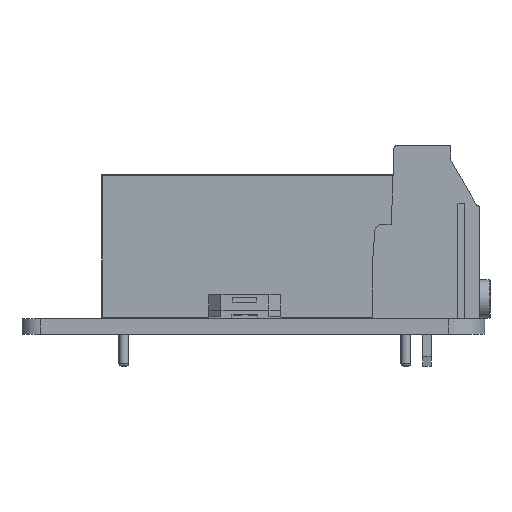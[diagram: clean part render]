
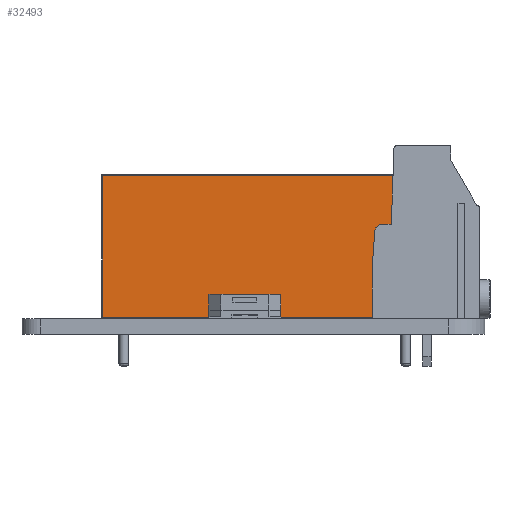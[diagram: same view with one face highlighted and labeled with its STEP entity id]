
A CAD part, left-side view. The second image highlights one B-rep face of the part: STEP entity #32493.
In plain terms, the highlighted free-form (B-spline) face has degree [1, 1] with [2, 2] control points.
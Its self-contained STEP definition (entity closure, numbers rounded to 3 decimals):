
#31996 = ( BOUNDED_SURFACE() B_SPLINE_SURFACE(2,1,(
    (#31997,#31998)
    ,(#31999,#32000)
    ,(#32001,#32002
)),.UNSPECIFIED.,.F.,.F.,.F.) B_SPLINE_SURFACE_WITH_KNOTS((3,3),(2,2),(
    0.,1.571),(0.1,14.9),.PIECEWISE_BEZIER_KNOTS.) 
GEOMETRIC_REPRESENTATION_ITEM() RATIONAL_B_SPLINE_SURFACE((
    (1.,1.)
    ,(0.707,0.707)
,(1.,1.))) REPRESENTATION_ITEM('') SURFACE() );
#31997 = CARTESIAN_POINT('',(0.,0.1,0.1));
#31998 = CARTESIAN_POINT('',(0.,0.1,14.9));
#31999 = CARTESIAN_POINT('',(0.,0.,0.1));
#32000 = CARTESIAN_POINT('',(0.,0.,14.9));
#32001 = CARTESIAN_POINT('',(0.1,0.,0.1));
#32002 = CARTESIAN_POINT('',(0.1,0.,14.9));
#32097 = VERTEX_POINT('',#32098);
#32098 = CARTESIAN_POINT('',(0.1,0.,0.1));
#32129 = EDGE_CURVE('',#32097,#32130,#32132,.T.);
#32130 = VERTEX_POINT('',#32131);
#32131 = CARTESIAN_POINT('',(0.1,0.,14.9));
#32132 = SURFACE_CURVE('',#32133,(#32136,#32143),.PCURVE_S1.);
#32133 = B_SPLINE_CURVE_WITH_KNOTS('',1,(#32134,#32135),.UNSPECIFIED.,
  .F.,.F.,(2,2),(0.1,14.9),.PIECEWISE_BEZIER_KNOTS.);
#32134 = CARTESIAN_POINT('',(0.1,0.,0.1));
#32135 = CARTESIAN_POINT('',(0.1,0.,14.9));
#32136 = PCURVE('',#31996,#32137);
#32137 = DEFINITIONAL_REPRESENTATION('',(#32138),#32142);
#32138 = B_SPLINE_CURVE_WITH_KNOTS('',2,(#32139,#32140,#32141),
  .UNSPECIFIED.,.F.,.F.,(3,3),(0.1,14.9),.PIECEWISE_BEZIER_KNOTS.);
#32139 = CARTESIAN_POINT('',(1.571,0.1));
#32140 = CARTESIAN_POINT('',(1.571,7.5));
#32141 = CARTESIAN_POINT('',(1.571,14.9));
#32142 = ( GEOMETRIC_REPRESENTATION_CONTEXT(2) 
PARAMETRIC_REPRESENTATION_CONTEXT() REPRESENTATION_CONTEXT('2D SPACE',''
  ) );
#32143 = PCURVE('',#32144,#32149);
#32144 = B_SPLINE_SURFACE_WITH_KNOTS('',1,1,(
    (#32145,#32146)
    ,(#32147,#32148
    )),.UNSPECIFIED.,.F.,.F.,.F.,(2,2),(2,2),(0.1,14.9),(0.1,33.9),
  .PIECEWISE_BEZIER_KNOTS.);
#32145 = CARTESIAN_POINT('',(0.1,0.,0.1));
#32146 = CARTESIAN_POINT('',(33.9,0.,0.1));
#32147 = CARTESIAN_POINT('',(0.1,0.,14.9));
#32148 = CARTESIAN_POINT('',(33.9,0.,14.9));
#32149 = DEFINITIONAL_REPRESENTATION('',(#32150),#32153);
#32150 = B_SPLINE_CURVE_WITH_KNOTS('',1,(#32151,#32152),.UNSPECIFIED.,
  .F.,.F.,(2,2),(0.1,14.9),.PIECEWISE_BEZIER_KNOTS.);
#32151 = CARTESIAN_POINT('',(0.1,0.1));
#32152 = CARTESIAN_POINT('',(14.9,0.1));
#32153 = ( GEOMETRIC_REPRESENTATION_CONTEXT(2) 
PARAMETRIC_REPRESENTATION_CONTEXT() REPRESENTATION_CONTEXT('2D SPACE',''
  ) );
#32446 = ( BOUNDED_SURFACE() B_SPLINE_SURFACE(2,1,(
    (#32447,#32448)
    ,(#32449,#32450)
    ,(#32451,#32452
)),.UNSPECIFIED.,.F.,.F.,.F.) B_SPLINE_SURFACE_WITH_KNOTS((3,3),(2,2),(
    0.,1.571),(0.1,33.9),.PIECEWISE_BEZIER_KNOTS.) 
GEOMETRIC_REPRESENTATION_ITEM() RATIONAL_B_SPLINE_SURFACE((
    (1.,1.)
    ,(0.707,0.707)
,(1.,1.))) REPRESENTATION_ITEM('') SURFACE() );
#32447 = CARTESIAN_POINT('',(0.1,0.,0.1));
#32448 = CARTESIAN_POINT('',(33.9,0.,0.1));
#32449 = CARTESIAN_POINT('',(0.1,0.,0.));
#32450 = CARTESIAN_POINT('',(33.9,0.,0.));
#32451 = CARTESIAN_POINT('',(0.1,0.1,0.));
#32452 = CARTESIAN_POINT('',(33.9,0.1,0.));
#32479 = ( BOUNDED_SURFACE() B_SPLINE_SURFACE(2,1,(
    (#32480,#32481)
    ,(#32482,#32483)
    ,(#32484,#32485
)),.UNSPECIFIED.,.F.,.F.,.F.) B_SPLINE_SURFACE_WITH_KNOTS((3,3),(2,2),(
    4.712,6.283),(0.1,33.9),.PIECEWISE_BEZIER_KNOTS.) 
GEOMETRIC_REPRESENTATION_ITEM() RATIONAL_B_SPLINE_SURFACE((
    (1.,1.)
    ,(0.707,0.707)
,(1.,1.))) REPRESENTATION_ITEM('') SURFACE() );
#32480 = CARTESIAN_POINT('',(0.1,0.1,15.));
#32481 = CARTESIAN_POINT('',(33.9,0.1,15.));
#32482 = CARTESIAN_POINT('',(0.1,0.,15.));
#32483 = CARTESIAN_POINT('',(33.9,0.,15.));
#32484 = CARTESIAN_POINT('',(0.1,0.,14.9));
#32485 = CARTESIAN_POINT('',(33.9,0.,14.9));
#32493 = ADVANCED_FACE('',(#32494),#32144,.F.);
#32494 = FACE_BOUND('',#32495,.F.);
#32495 = EDGE_LOOP('',(#32496,#32497,#32518,#32546));
#32496 = ORIENTED_EDGE('',*,*,#32129,.T.);
#32497 = ORIENTED_EDGE('',*,*,#32498,.T.);
#32498 = EDGE_CURVE('',#32130,#32499,#32501,.T.);
#32499 = VERTEX_POINT('',#32500);
#32500 = CARTESIAN_POINT('',(33.9,0.,14.9));
#32501 = SURFACE_CURVE('',#32502,(#32505,#32511),.PCURVE_S1.);
#32502 = B_SPLINE_CURVE_WITH_KNOTS('',1,(#32503,#32504),.UNSPECIFIED.,
  .F.,.F.,(2,2),(0.1,33.9),.PIECEWISE_BEZIER_KNOTS.);
#32503 = CARTESIAN_POINT('',(0.1,0.,14.9));
#32504 = CARTESIAN_POINT('',(33.9,0.,14.9));
#32505 = PCURVE('',#32144,#32506);
#32506 = DEFINITIONAL_REPRESENTATION('',(#32507),#32510);
#32507 = B_SPLINE_CURVE_WITH_KNOTS('',1,(#32508,#32509),.UNSPECIFIED.,
  .F.,.F.,(2,2),(0.1,33.9),.PIECEWISE_BEZIER_KNOTS.);
#32508 = CARTESIAN_POINT('',(14.9,0.1));
#32509 = CARTESIAN_POINT('',(14.9,33.9));
#32510 = ( GEOMETRIC_REPRESENTATION_CONTEXT(2) 
PARAMETRIC_REPRESENTATION_CONTEXT() REPRESENTATION_CONTEXT('2D SPACE',''
  ) );
#32511 = PCURVE('',#32479,#32512);
#32512 = DEFINITIONAL_REPRESENTATION('',(#32513),#32517);
#32513 = B_SPLINE_CURVE_WITH_KNOTS('',2,(#32514,#32515,#32516),
  .UNSPECIFIED.,.F.,.F.,(3,3),(0.1,33.9),.PIECEWISE_BEZIER_KNOTS.);
#32514 = CARTESIAN_POINT('',(6.283,0.1));
#32515 = CARTESIAN_POINT('',(6.283,17.));
#32516 = CARTESIAN_POINT('',(6.283,33.9));
#32517 = ( GEOMETRIC_REPRESENTATION_CONTEXT(2) 
PARAMETRIC_REPRESENTATION_CONTEXT() REPRESENTATION_CONTEXT('2D SPACE',''
  ) );
#32518 = ORIENTED_EDGE('',*,*,#32519,.F.);
#32519 = EDGE_CURVE('',#32520,#32499,#32522,.T.);
#32520 = VERTEX_POINT('',#32521);
#32521 = CARTESIAN_POINT('',(33.9,0.,0.1));
#32522 = SURFACE_CURVE('',#32523,(#32526,#32532),.PCURVE_S1.);
#32523 = B_SPLINE_CURVE_WITH_KNOTS('',1,(#32524,#32525),.UNSPECIFIED.,
  .F.,.F.,(2,2),(0.1,14.9),.PIECEWISE_BEZIER_KNOTS.);
#32524 = CARTESIAN_POINT('',(33.9,0.,0.1));
#32525 = CARTESIAN_POINT('',(33.9,0.,14.9));
#32526 = PCURVE('',#32144,#32527);
#32527 = DEFINITIONAL_REPRESENTATION('',(#32528),#32531);
#32528 = B_SPLINE_CURVE_WITH_KNOTS('',1,(#32529,#32530),.UNSPECIFIED.,
  .F.,.F.,(2,2),(0.1,14.9),.PIECEWISE_BEZIER_KNOTS.);
#32529 = CARTESIAN_POINT('',(0.1,33.9));
#32530 = CARTESIAN_POINT('',(14.9,33.9));
#32531 = ( GEOMETRIC_REPRESENTATION_CONTEXT(2) 
PARAMETRIC_REPRESENTATION_CONTEXT() REPRESENTATION_CONTEXT('2D SPACE',''
  ) );
#32532 = PCURVE('',#32533,#32540);
#32533 = ( BOUNDED_SURFACE() B_SPLINE_SURFACE(2,1,(
    (#32534,#32535)
    ,(#32536,#32537)
    ,(#32538,#32539
)),.UNSPECIFIED.,.F.,.F.,.F.) B_SPLINE_SURFACE_WITH_KNOTS((3,3),(2,2),(
    4.712,6.283),(0.1,14.9),.PIECEWISE_BEZIER_KNOTS.) 
GEOMETRIC_REPRESENTATION_ITEM() RATIONAL_B_SPLINE_SURFACE((
    (1.,1.)
    ,(0.707,0.707)
,(1.,1.))) REPRESENTATION_ITEM('') SURFACE() );
#32534 = CARTESIAN_POINT('',(33.9,0.,0.1));
#32535 = CARTESIAN_POINT('',(33.9,0.,14.9));
#32536 = CARTESIAN_POINT('',(34.,0.,0.1));
#32537 = CARTESIAN_POINT('',(34.,0.,14.9));
#32538 = CARTESIAN_POINT('',(34.,0.1,0.1));
#32539 = CARTESIAN_POINT('',(34.,0.1,14.9));
#32540 = DEFINITIONAL_REPRESENTATION('',(#32541),#32545);
#32541 = B_SPLINE_CURVE_WITH_KNOTS('',2,(#32542,#32543,#32544),
  .UNSPECIFIED.,.F.,.F.,(3,3),(0.1,14.9),.PIECEWISE_BEZIER_KNOTS.);
#32542 = CARTESIAN_POINT('',(4.712,0.1));
#32543 = CARTESIAN_POINT('',(4.712,7.5));
#32544 = CARTESIAN_POINT('',(4.712,14.9));
#32545 = ( GEOMETRIC_REPRESENTATION_CONTEXT(2) 
PARAMETRIC_REPRESENTATION_CONTEXT() REPRESENTATION_CONTEXT('2D SPACE',''
  ) );
#32546 = ORIENTED_EDGE('',*,*,#32547,.F.);
#32547 = EDGE_CURVE('',#32097,#32520,#32548,.T.);
#32548 = SURFACE_CURVE('',#32549,(#32552,#32558),.PCURVE_S1.);
#32549 = B_SPLINE_CURVE_WITH_KNOTS('',1,(#32550,#32551),.UNSPECIFIED.,
  .F.,.F.,(2,2),(0.1,33.9),.PIECEWISE_BEZIER_KNOTS.);
#32550 = CARTESIAN_POINT('',(0.1,0.,0.1));
#32551 = CARTESIAN_POINT('',(33.9,0.,0.1));
#32552 = PCURVE('',#32144,#32553);
#32553 = DEFINITIONAL_REPRESENTATION('',(#32554),#32557);
#32554 = B_SPLINE_CURVE_WITH_KNOTS('',1,(#32555,#32556),.UNSPECIFIED.,
  .F.,.F.,(2,2),(0.1,33.9),.PIECEWISE_BEZIER_KNOTS.);
#32555 = CARTESIAN_POINT('',(0.1,0.1));
#32556 = CARTESIAN_POINT('',(0.1,33.9));
#32557 = ( GEOMETRIC_REPRESENTATION_CONTEXT(2) 
PARAMETRIC_REPRESENTATION_CONTEXT() REPRESENTATION_CONTEXT('2D SPACE',''
  ) );
#32558 = PCURVE('',#32446,#32559);
#32559 = DEFINITIONAL_REPRESENTATION('',(#32560),#32564);
#32560 = B_SPLINE_CURVE_WITH_KNOTS('',2,(#32561,#32562,#32563),
  .UNSPECIFIED.,.F.,.F.,(3,3),(0.1,33.9),.PIECEWISE_BEZIER_KNOTS.);
#32561 = CARTESIAN_POINT('',(0.,0.1));
#32562 = CARTESIAN_POINT('',(0.,17.));
#32563 = CARTESIAN_POINT('',(0.,33.9));
#32564 = ( GEOMETRIC_REPRESENTATION_CONTEXT(2) 
PARAMETRIC_REPRESENTATION_CONTEXT() REPRESENTATION_CONTEXT('2D SPACE',''
  ) );
